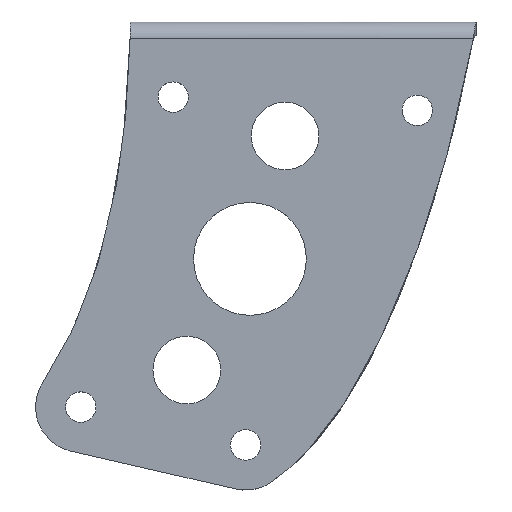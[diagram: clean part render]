
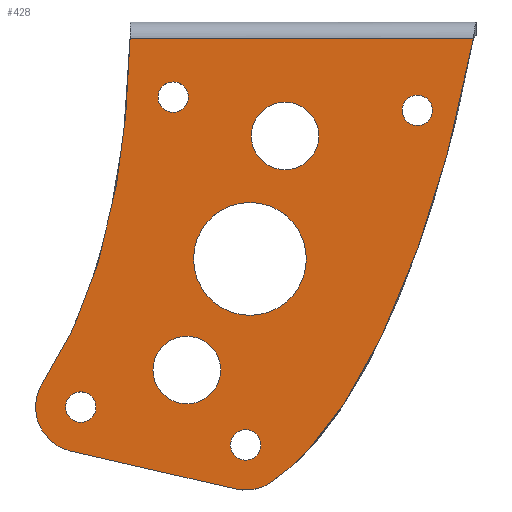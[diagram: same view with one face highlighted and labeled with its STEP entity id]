
A CAD part, top view. The second image highlights one B-rep face of the part: STEP entity #428.
In plain terms, the highlighted planar face has unit normal (0, 0, 1).
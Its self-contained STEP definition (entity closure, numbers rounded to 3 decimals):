
#15=FACE_BOUND('',#94,.T.);
#16=FACE_BOUND('',#95,.T.);
#17=FACE_BOUND('',#96,.T.);
#18=FACE_BOUND('',#97,.T.);
#19=FACE_BOUND('',#98,.T.);
#20=FACE_BOUND('',#99,.T.);
#21=FACE_BOUND('',#100,.T.);
#44=B_SPLINE_CURVE_WITH_KNOTS('',3,(#732,#733,#734,#735),.UNSPECIFIED.,
 .F.,.F.,(4,4),(-1.95,-1.),.UNSPECIFIED.);
#46=B_SPLINE_CURVE_WITH_KNOTS('',2,(#744,#745,#746),.UNSPECIFIED.,.F.,.F.,
(3,3),(-2.,-1.036),.UNSPECIFIED.);
#53=PLANE('',#462);
#68=FACE_OUTER_BOUND('',#93,.T.);
#93=EDGE_LOOP('',(#347,#348,#349,#350,#351,#352));
#94=EDGE_LOOP('',(#353));
#95=EDGE_LOOP('',(#354));
#96=EDGE_LOOP('',(#355));
#97=EDGE_LOOP('',(#356));
#98=EDGE_LOOP('',(#357));
#99=EDGE_LOOP('',(#358));
#100=EDGE_LOOP('',(#359));
#139=LINE('',#649,#164);
#147=LINE('',#750,#172);
#164=VECTOR('',#526,10.);
#172=VECTOR('',#544,10.);
#181=CIRCLE('',#463,12.);
#182=CIRCLE('',#464,12.);
#183=CIRCLE('',#465,4.05);
#184=CIRCLE('',#466,4.05);
#185=CIRCLE('',#467,4.05);
#186=CIRCLE('',#468,4.05);
#187=CIRCLE('',#469,15.);
#188=CIRCLE('',#470,9.);
#189=CIRCLE('',#471,9.);
#211=VERTEX_POINT('',#640);
#212=VERTEX_POINT('',#648);
#216=VERTEX_POINT('',#731);
#218=VERTEX_POINT('',#743);
#219=VERTEX_POINT('',#747);
#220=VERTEX_POINT('',#749);
#221=VERTEX_POINT('',#752);
#222=VERTEX_POINT('',#754);
#223=VERTEX_POINT('',#756);
#224=VERTEX_POINT('',#758);
#225=VERTEX_POINT('',#760);
#226=VERTEX_POINT('',#762);
#227=VERTEX_POINT('',#764);
#255=EDGE_CURVE('',#212,#211,#139,.T.);
#265=EDGE_CURVE('',#212,#216,#44,.T.);
#268=EDGE_CURVE('',#218,#211,#46,.T.);
#269=EDGE_CURVE('',#219,#218,#181,.T.);
#270=EDGE_CURVE('',#220,#219,#147,.T.);
#271=EDGE_CURVE('',#216,#220,#182,.T.);
#272=EDGE_CURVE('',#221,#221,#183,.T.);
#273=EDGE_CURVE('',#222,#222,#184,.T.);
#274=EDGE_CURVE('',#223,#223,#185,.T.);
#275=EDGE_CURVE('',#224,#224,#186,.T.);
#276=EDGE_CURVE('',#225,#225,#187,.T.);
#277=EDGE_CURVE('',#226,#226,#188,.T.);
#278=EDGE_CURVE('',#227,#227,#189,.T.);
#347=ORIENTED_EDGE('',*,*,#255,.T.);
#348=ORIENTED_EDGE('',*,*,#268,.F.);
#349=ORIENTED_EDGE('',*,*,#269,.F.);
#350=ORIENTED_EDGE('',*,*,#270,.F.);
#351=ORIENTED_EDGE('',*,*,#271,.F.);
#352=ORIENTED_EDGE('',*,*,#265,.F.);
#353=ORIENTED_EDGE('',*,*,#272,.T.);
#354=ORIENTED_EDGE('',*,*,#273,.T.);
#355=ORIENTED_EDGE('',*,*,#274,.T.);
#356=ORIENTED_EDGE('',*,*,#275,.T.);
#357=ORIENTED_EDGE('',*,*,#276,.T.);
#358=ORIENTED_EDGE('',*,*,#277,.T.);
#359=ORIENTED_EDGE('',*,*,#278,.T.);
#428=ADVANCED_FACE('',(#68,#15,#16,#17,#18,#19,#20,#21),#53,.T.);
#462=AXIS2_PLACEMENT_3D('',#742,#540,#541);
#463=AXIS2_PLACEMENT_3D('',#748,#542,#543);
#464=AXIS2_PLACEMENT_3D('',#751,#545,#546);
#465=AXIS2_PLACEMENT_3D('',#753,#547,#548);
#466=AXIS2_PLACEMENT_3D('',#755,#549,#550);
#467=AXIS2_PLACEMENT_3D('',#757,#551,#552);
#468=AXIS2_PLACEMENT_3D('',#759,#553,#554);
#469=AXIS2_PLACEMENT_3D('',#761,#555,#556);
#470=AXIS2_PLACEMENT_3D('',#763,#557,#558);
#471=AXIS2_PLACEMENT_3D('',#765,#559,#560);
#526=DIRECTION('',(-1.,0.,0.));
#540=DIRECTION('center_axis',(0.,0.,1.));
#541=DIRECTION('ref_axis',(1.,0.,0.));
#542=DIRECTION('center_axis',(0.,0.,-1.));
#543=DIRECTION('ref_axis',(-0.828,0.561,0.));
#544=DIRECTION('',(-0.975,0.224,0.));
#545=DIRECTION('center_axis',(0.,0.,-1.));
#546=DIRECTION('ref_axis',(-0.23,-0.973,0.));
#547=DIRECTION('center_axis',(0.,0.,-1.));
#548=DIRECTION('ref_axis',(-1.,0.,0.));
#549=DIRECTION('center_axis',(0.,0.,-1.));
#550=DIRECTION('ref_axis',(-1.,0.,0.));
#551=DIRECTION('center_axis',(0.,0.,-1.));
#552=DIRECTION('ref_axis',(-1.,0.,0.));
#553=DIRECTION('center_axis',(0.,0.,-1.));
#554=DIRECTION('ref_axis',(-1.,0.,0.));
#555=DIRECTION('center_axis',(0.,0.,-1.));
#556=DIRECTION('ref_axis',(-1.,0.,0.));
#557=DIRECTION('center_axis',(0.,0.,-1.));
#558=DIRECTION('ref_axis',(-1.,0.,0.));
#559=DIRECTION('center_axis',(0.,0.,-1.));
#560=DIRECTION('ref_axis',(-1.,0.,0.));
#640=CARTESIAN_POINT('',(-21.741,46.091,3.5));
#648=CARTESIAN_POINT('',(69.562,46.091,3.5));
#649=CARTESIAN_POINT('',(40.166,46.091,3.5));
#731=CARTESIAN_POINT('',(15.581,-71.916,3.5));
#732=CARTESIAN_POINT('Ctrl Pts',(69.562,46.091,3.5));
#733=CARTESIAN_POINT('Ctrl Pts',(64.019,15.525,3.5));
#734=CARTESIAN_POINT('Ctrl Pts',(46.607,-51.556,3.5));
#735=CARTESIAN_POINT('Ctrl Pts',(15.581,-71.916,3.5));
#742=CARTESIAN_POINT('Origin',(10.769,-5.527,3.5));
#743=CARTESIAN_POINT('',(-44.799,-45.088,3.5));
#744=CARTESIAN_POINT('Ctrl Pts',(-44.799,-45.088,3.5));
#745=CARTESIAN_POINT('Ctrl Pts',(-23.166,-12.912,3.5));
#746=CARTESIAN_POINT('Ctrl Pts',(-21.741,46.091,3.5));
#747=CARTESIAN_POINT('',(-37.627,-63.493,3.5));
#748=CARTESIAN_POINT('Origin',(-34.862,-51.816,3.5));
#749=CARTESIAN_POINT('',(6.232,-73.56,3.5));
#750=CARTESIAN_POINT('',(-37.627,-63.493,3.5));
#751=CARTESIAN_POINT('Origin',(8.997,-61.883,3.5));
#752=CARTESIAN_POINT('',(-6.212,30.591,3.5));
#753=CARTESIAN_POINT('Origin',(-10.262,30.591,3.5));
#754=CARTESIAN_POINT('',(-30.812,-51.816,3.5));
#755=CARTESIAN_POINT('Origin',(-34.862,-51.816,3.5));
#756=CARTESIAN_POINT('',(58.693,27.091,3.5));
#757=CARTESIAN_POINT('Origin',(54.643,27.091,3.5));
#758=CARTESIAN_POINT('',(13.047,-61.883,3.5));
#759=CARTESIAN_POINT('Origin',(8.997,-61.883,3.5));
#760=CARTESIAN_POINT('',(25.138,-12.409,3.5));
#761=CARTESIAN_POINT('Origin',(10.138,-12.409,3.5));
#762=CARTESIAN_POINT('',(28.464,20.287,3.5));
#763=CARTESIAN_POINT('Origin',(19.464,20.287,3.5));
#764=CARTESIAN_POINT('',(2.338,-41.968,3.5));
#765=CARTESIAN_POINT('Origin',(-6.662,-41.968,3.5));
